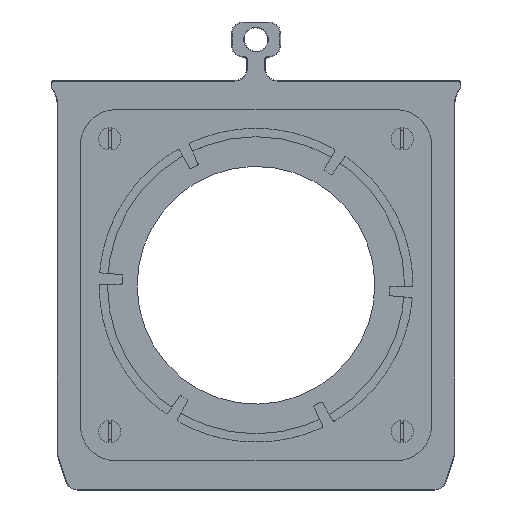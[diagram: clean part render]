
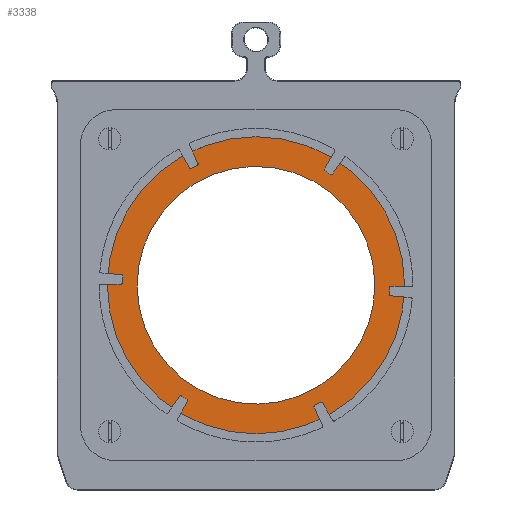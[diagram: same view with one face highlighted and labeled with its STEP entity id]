
A CAD part, top view. The second image highlights one B-rep face of the part: STEP entity #3338.
In plain terms, the highlighted planar face has unit normal (0, 0, 1).
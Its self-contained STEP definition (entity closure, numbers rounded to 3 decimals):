
#3296=AXIS2_PLACEMENT_3D('Circle Axis2P3D',#3294,#3295,$) ;
#3309=AXIS2_PLACEMENT_3D('Plane Axis2P3D',#3306,#3307,#3308) ;
#3313=AXIS2_PLACEMENT_3D('Circle Axis2P3D',#3311,#3312,$) ;
#3322=AXIS2_PLACEMENT_3D('Circle Axis2P3D',#3320,#3321,$) ;
#3331=AXIS2_PLACEMENT_3D('Circle Axis2P3D',#3329,#3330,$) ;
#3277=CARTESIAN_POINT('Vertex',(-8.916,4.871,0.2)) ;
#3291=CARTESIAN_POINT('Vertex',(8.916,-4.871,0.2)) ;
#3294=CARTESIAN_POINT('Axis2P3D Location',(0.,0.,0.2)) ;
#3306=CARTESIAN_POINT('Axis2P3D Location',(0.,0.,0.2)) ;
#3311=CARTESIAN_POINT('Axis2P3D Location',(0.,0.,0.2)) ;
#3315=CARTESIAN_POINT('Vertex',(12.7,0.,0.2)) ;
#3317=CARTESIAN_POINT('Vertex',(-12.7,0.,0.2)) ;
#3320=CARTESIAN_POINT('Axis2P3D Location',(0.,0.,0.2)) ;
#3329=CARTESIAN_POINT('Axis2P3D Location',(0.,0.,0.2)) ;
#3295=DIRECTION('Axis2P3D Direction',(0.,-0.,-1.)) ;
#3307=DIRECTION('Axis2P3D Direction',(0.,0.,1.)) ;
#3308=DIRECTION('Axis2P3D XDirection',(1.,0.,0.)) ;
#3312=DIRECTION('Axis2P3D Direction',(0.,0.,1.)) ;
#3321=DIRECTION('Axis2P3D Direction',(0.,0.,1.)) ;
#3330=DIRECTION('Axis2P3D Direction',(0.,0.,1.)) ;
#3326=ORIENTED_EDGE('',*,*,#3319,.T.) ;
#3327=ORIENTED_EDGE('',*,*,#3324,.T.) ;
#3335=ORIENTED_EDGE('',*,*,#3333,.F.) ;
#3336=ORIENTED_EDGE('',*,*,#3298,.F.) ;
#3337=FACE_BOUND('',#3334,.T.) ;
#3338=ADVANCED_FACE('Hauptk\X2\00F6\X0\rper',(#3328,#3337),#3310,.T.) ;
#3297=CIRCLE('generated circle',#3296,10.16) ;
#3314=CIRCLE('generated circle',#3313,12.7) ;
#3323=CIRCLE('generated circle',#3322,12.7) ;
#3332=CIRCLE('generated circle',#3331,10.16) ;
#3298=EDGE_CURVE('',#3292,#3278,#3297,.F.) ;
#3319=EDGE_CURVE('',#3316,#3318,#3314,.T.) ;
#3324=EDGE_CURVE('',#3318,#3316,#3323,.T.) ;
#3333=EDGE_CURVE('',#3278,#3292,#3332,.T.) ;
#3325=EDGE_LOOP('',(#3326,#3327)) ;
#3334=EDGE_LOOP('',(#3335,#3336)) ;
#3328=FACE_OUTER_BOUND('',#3325,.T.) ;
#3310=PLANE('',#3309) ;
#3278=VERTEX_POINT('',#3277) ;
#3292=VERTEX_POINT('',#3291) ;
#3316=VERTEX_POINT('',#3315) ;
#3318=VERTEX_POINT('',#3317) ;
